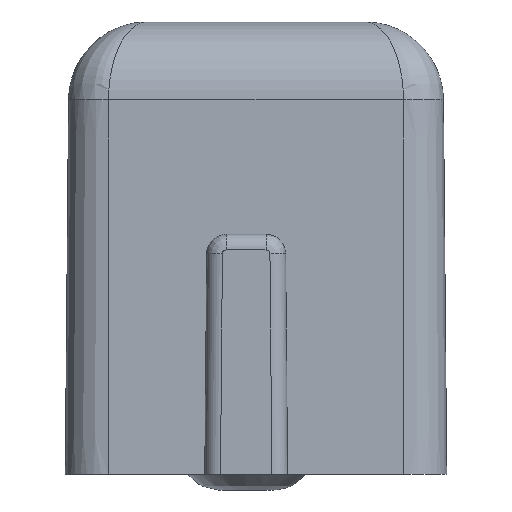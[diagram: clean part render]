
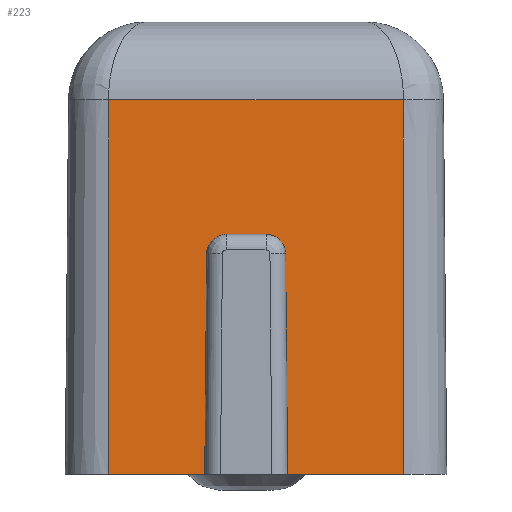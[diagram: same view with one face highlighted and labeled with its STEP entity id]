
A CAD part, front view. The second image highlights one B-rep face of the part: STEP entity #223.
In plain terms, the highlighted planar face has unit normal (0, -1, 0.009).
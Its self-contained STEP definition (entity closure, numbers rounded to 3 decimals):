
#113=CARTESIAN_POINT('',(-7.431,9.684,6.684));
#114=VERTEX_POINT('',#113);
#125=CARTESIAN_POINT('',(-7.431,9.642,1.925));
#126=VERTEX_POINT('',#125);
#127=CARTESIAN_POINT('',(-7.431,9.642,1.925));
#128=DIRECTION('',(-0.,0.009,1.));
#129=VECTOR('',#128,4.759);
#130=LINE('',#127,#129);
#131=EDGE_CURVE('',#126,#114,#130,.T.);
#143=CARTESIAN_POINT('',(-9.03,9.692,7.675));
#144=DIRECTION('',(-0.,-1.,0.009));
#145=DIRECTION('',(0.,-0.009,-1.));
#146=AXIS2_PLACEMENT_3D('',#143,#144,#145);
#147=PLANE('',#146);
#148=ORIENTED_EDGE('',*,*,#131,.T.);
#149=CARTESIAN_POINT('',(-11.181,9.684,6.684));
#150=VERTEX_POINT('',#149);
#151=CARTESIAN_POINT('',(-7.431,9.684,6.684));
#152=DIRECTION('',(-1.,0.,-0.));
#153=VECTOR('',#152,3.75);
#154=LINE('',#151,#153);
#155=EDGE_CURVE('',#114,#150,#154,.T.);
#156=ORIENTED_EDGE('',*,*,#155,.T.);
#157=CARTESIAN_POINT('',(-11.181,9.642,1.925));
#158=VERTEX_POINT('',#157);
#159=CARTESIAN_POINT('',(-11.181,9.642,1.925));
#160=DIRECTION('',(-0.,0.009,1.));
#161=VECTOR('',#160,4.759);
#162=LINE('',#159,#161);
#163=EDGE_CURVE('',#158,#150,#162,.T.);
#164=ORIENTED_EDGE('',*,*,#163,.F.);
#165=CARTESIAN_POINT('',(-9.957,9.642,1.925));
#166=VERTEX_POINT('',#165);
#167=CARTESIAN_POINT('',(-9.957,9.642,1.925));
#168=DIRECTION('',(-1.,0.,0.));
#169=VECTOR('',#168,1.223);
#170=LINE('',#167,#169);
#171=EDGE_CURVE('',#166,#158,#170,.T.);
#172=ORIENTED_EDGE('',*,*,#171,.F.);
#173=CARTESIAN_POINT('',(-9.933,9.667,4.727));
#174=VERTEX_POINT('',#173);
#175=CARTESIAN_POINT('',(-9.957,9.642,1.925));
#176=DIRECTION('',(0.009,0.009,1.));
#177=VECTOR('',#176,2.802);
#178=LINE('',#175,#177);
#179=EDGE_CURVE('',#166,#174,#178,.T.);
#180=ORIENTED_EDGE('',*,*,#179,.T.);
#181=CARTESIAN_POINT('',(-9.683,9.669,4.975));
#182=VERTEX_POINT('',#181);
#183=CARTESIAN_POINT('',(-9.683,9.667,4.725));
#184=DIRECTION('',(0.,1.,-0.009));
#185=DIRECTION('',(-0.,0.009,1.));
#186=AXIS2_PLACEMENT_3D('',#183,#184,#185);
#187=ELLIPSE('',#186,0.25,0.25);
#188=EDGE_CURVE('',#174,#182,#187,.T.);
#189=ORIENTED_EDGE('',*,*,#188,.T.);
#190=CARTESIAN_POINT('',(-9.178,9.669,4.975));
#191=VERTEX_POINT('',#190);
#192=CARTESIAN_POINT('',(-9.683,9.669,4.975));
#193=DIRECTION('',(1.,-0.,0.));
#194=VECTOR('',#193,0.504);
#195=LINE('',#192,#194);
#196=EDGE_CURVE('',#182,#191,#195,.T.);
#197=ORIENTED_EDGE('',*,*,#196,.T.);
#198=CARTESIAN_POINT('',(-8.928,9.667,4.727));
#199=VERTEX_POINT('',#198);
#200=CARTESIAN_POINT('',(-9.178,9.667,4.725));
#201=DIRECTION('',(0.,1.,-0.009));
#202=DIRECTION('',(0.,-0.009,-1.));
#203=AXIS2_PLACEMENT_3D('',#200,#201,#202);
#204=ELLIPSE('',#203,0.25,0.25);
#205=EDGE_CURVE('',#191,#199,#204,.T.);
#206=ORIENTED_EDGE('',*,*,#205,.T.);
#207=CARTESIAN_POINT('',(-8.904,9.642,1.925));
#208=VERTEX_POINT('',#207);
#209=CARTESIAN_POINT('',(-8.928,9.667,4.727));
#210=DIRECTION('',(0.009,-0.009,-1.));
#211=VECTOR('',#210,2.802);
#212=LINE('',#209,#211);
#213=EDGE_CURVE('',#199,#208,#212,.T.);
#214=ORIENTED_EDGE('',*,*,#213,.T.);
#215=CARTESIAN_POINT('',(-7.431,9.642,1.925));
#216=DIRECTION('',(-1.,0.,0.));
#217=VECTOR('',#216,1.473);
#218=LINE('',#215,#217);
#219=EDGE_CURVE('',#126,#208,#218,.T.);
#220=ORIENTED_EDGE('',*,*,#219,.F.);
#221=EDGE_LOOP('',(#148,#156,#164,#172,#180,#189,#197,#206,#214,#220));
#222=FACE_BOUND('',#221,.T.);
#223=ADVANCED_FACE('',(#222),#147,.T.);
